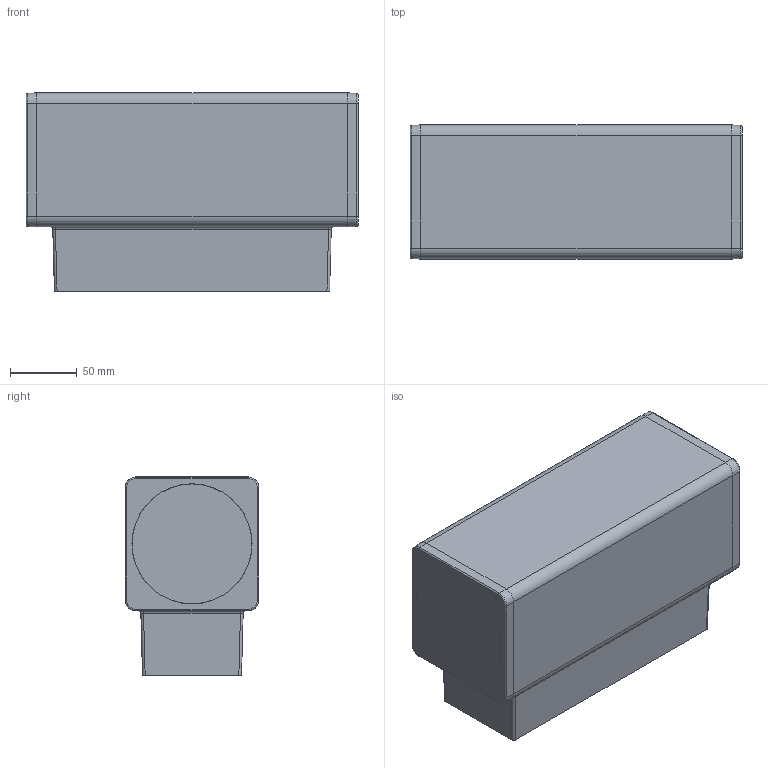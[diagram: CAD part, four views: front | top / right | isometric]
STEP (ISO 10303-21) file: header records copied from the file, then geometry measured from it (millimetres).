
FILE_DESCRIPTION (( 'STEP AP214' ), '1' );
FILE_NAME ('UB_WALL_VARIO_SQ.STEP', '2025-09-11T06:35:07', ( '' ), ( '' ), 'SwSTEP 2.0', 'SolidWorks 2024', '' );
FILE_SCHEMA (( 'AUTOMOTIVE_DESIGN' ));
Length unit declared in the file: millimetre
Products named in the file (1): UB_WALL_VARIO_SQ
Bounding box: 248 x 100 x 148 mm (x, y, z)
Volume: 747711.9 mm3; surface area: 422763.5 mm2
Topology: 10 solids, 10 shells, 228 faces, 601 edges, 405 vertices
Faces by surface type: plane 108, cylinder 54, cone 36, bspline 12, sphere 10, torus 8
Full cylindrical faces by diameter (mm): 28 x2, 32.7 x2, 35.7 x2, 82 x2, 89.727 x2
Entity records: 7818 total; most frequent: CARTESIAN_POINT 2140, ORIENTED_EDGE 1166, DIRECTION 1119, EDGE_CURVE 583, VERTEX_POINT 399, AXIS2_PLACEMENT_3D 393, VECTOR 333, LINE 333
